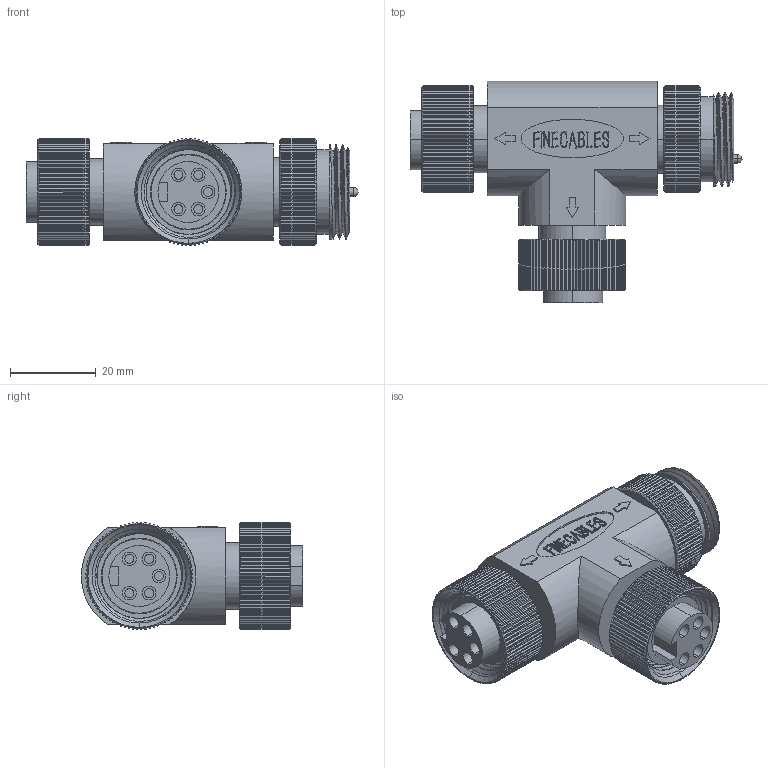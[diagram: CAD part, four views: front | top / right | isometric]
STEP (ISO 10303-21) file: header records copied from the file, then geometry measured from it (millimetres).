
FILE_DESCRIPTION (( 'STEP AP203' ), '1' );
FILE_NAME ('P354.STEP', '2020-04-15T06:40:17', ( 'edpusr' ), ( 'Microsoft' ), 'SwSTEP 2.0', 'SolidWorks 2015', '' );
FILE_SCHEMA (( 'CONFIG_CONTROL_DESIGN' ));
Length unit declared in the file: millimetre
Products named in the file (1): P354
Bounding box: 77.6 x 51.75 x 24.99 mm (x, y, z)
Volume: 40734.6 mm3; surface area: 20992.5 mm2
Topology: 4 solids, 4 shells, 1442 faces, 4083 edges, 2700 vertices
Faces by surface type: plane 860, cylinder 349, bspline 209, cone 24
Entity records: 58704 total; most frequent: CARTESIAN_POINT 23976, ORIENTED_EDGE 8134, DIRECTION 5872, EDGE_CURVE 4067, VERTEX_POINT 2700, LINE 1960, VECTOR 1960, AXIS2_PLACEMENT_3D 1956
